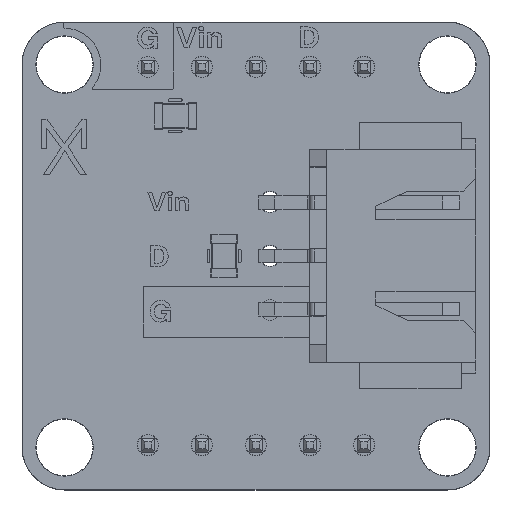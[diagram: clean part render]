
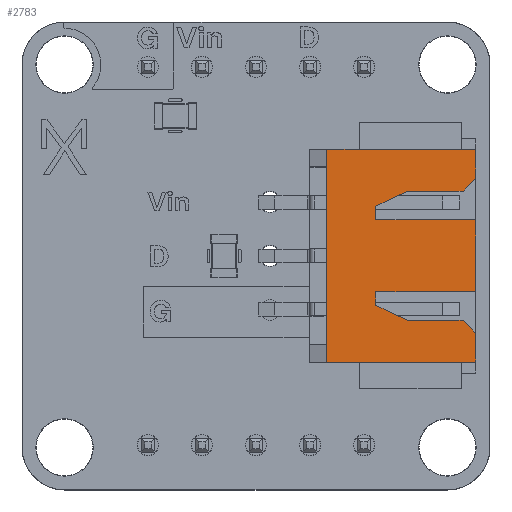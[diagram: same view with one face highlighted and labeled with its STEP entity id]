
A CAD part, top view. The second image highlights one B-rep face of the part: STEP entity #2783.
In plain terms, the highlighted planar face has unit normal (0, 0, 1).
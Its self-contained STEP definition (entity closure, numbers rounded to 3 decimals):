
#1059 = VERTEX_POINT('',#1060);
#1060 = CARTESIAN_POINT('',(-5.,-7.8,6.));
#1066 = EDGE_CURVE('',#1059,#1067,#1069,.T.);
#1067 = VERTEX_POINT('',#1068);
#1068 = CARTESIAN_POINT('',(-5.,-0.8,6.));
#1069 = LINE('',#1070,#1071);
#1070 = CARTESIAN_POINT('',(-5.,0.,6.));
#1071 = VECTOR('',#1072,1.);
#1072 = DIRECTION('',(0.,1.,0.));
#1421 = VERTEX_POINT('',#1422);
#1422 = CARTESIAN_POINT('',(5.,-0.8,6.));
#1428 = EDGE_CURVE('',#1421,#1429,#1431,.T.);
#1429 = VERTEX_POINT('',#1430);
#1430 = CARTESIAN_POINT('',(5.,-7.8,6.));
#1431 = LINE('',#1432,#1433);
#1432 = CARTESIAN_POINT('',(5.,0.,6.));
#1433 = VECTOR('',#1434,1.);
#1434 = DIRECTION('',(0.,-1.,0.));
#2470 = VERTEX_POINT('',#2471);
#2471 = CARTESIAN_POINT('',(-3.04,-4.6,6.));
#2477 = EDGE_CURVE('',#2478,#2470,#2480,.T.);
#2478 = VERTEX_POINT('',#2479);
#2479 = CARTESIAN_POINT('',(-3.04,-7.2,6.));
#2480 = LINE('',#2481,#2482);
#2481 = CARTESIAN_POINT('',(-3.04,-2.7,6.));
#2482 = VECTOR('',#2483,1.);
#2483 = DIRECTION('',(0.,1.,0.));
#2499 = EDGE_CURVE('',#2500,#2478,#2502,.T.);
#2500 = VERTEX_POINT('',#2501);
#2501 = CARTESIAN_POINT('',(-3.64,-7.8,6.));
#2502 = LINE('',#2503,#2504);
#2503 = CARTESIAN_POINT('',(-0.68,-4.84,6.));
#2504 = VECTOR('',#2505,1.);
#2505 = DIRECTION('',(0.707,0.707,0.));
#2539 = VERTEX_POINT('',#2540);
#2540 = CARTESIAN_POINT('',(-2.33,-3.1,6.));
#2546 = EDGE_CURVE('',#2470,#2539,#2547,.T.);
#2547 = LINE('',#2548,#2549);
#2548 = CARTESIAN_POINT('',(-1.672,-1.71,6.));
#2549 = VECTOR('',#2550,1.);
#2550 = DIRECTION('',(0.428,0.904,0.));
#2570 = VERTEX_POINT('',#2571);
#2571 = CARTESIAN_POINT('',(-1.69,-3.1,6.));
#2577 = EDGE_CURVE('',#2539,#2570,#2578,.T.);
#2578 = LINE('',#2579,#2580);
#2579 = CARTESIAN_POINT('',(-0.845,-3.1,6.));
#2580 = VECTOR('',#2581,1.);
#2581 = DIRECTION('',(1.,0.,0.));
#2601 = VERTEX_POINT('',#2602);
#2602 = CARTESIAN_POINT('',(-1.69,-7.8,6.));
#2608 = EDGE_CURVE('',#2570,#2601,#2609,.T.);
#2609 = LINE('',#2610,#2611);
#2610 = CARTESIAN_POINT('',(-1.69,-4.3,6.));
#2611 = VECTOR('',#2612,1.);
#2612 = DIRECTION('',(0.,-1.,0.));
#2634 = VERTEX_POINT('',#2635);
#2635 = CARTESIAN_POINT('',(2.33,-3.1,6.));
#2641 = EDGE_CURVE('',#2642,#2634,#2644,.T.);
#2642 = VERTEX_POINT('',#2643);
#2643 = CARTESIAN_POINT('',(1.69,-3.1,6.));
#2644 = LINE('',#2645,#2646);
#2645 = CARTESIAN_POINT('',(1.165,-3.1,6.));
#2646 = VECTOR('',#2647,1.);
#2647 = DIRECTION('',(1.,0.,0.));
#2672 = VERTEX_POINT('',#2673);
#2673 = CARTESIAN_POINT('',(3.04,-4.6,6.));
#2679 = EDGE_CURVE('',#2634,#2672,#2680,.T.);
#2680 = LINE('',#2681,#2682);
#2681 = CARTESIAN_POINT('',(2.027,-2.46,6.));
#2682 = VECTOR('',#2683,1.);
#2683 = DIRECTION('',(0.428,-0.904,0.));
#2703 = VERTEX_POINT('',#2704);
#2704 = CARTESIAN_POINT('',(3.04,-7.2,6.));
#2710 = EDGE_CURVE('',#2672,#2703,#2711,.T.);
#2711 = LINE('',#2712,#2713);
#2712 = CARTESIAN_POINT('',(3.04,-4.,6.));
#2713 = VECTOR('',#2714,1.);
#2714 = DIRECTION('',(0.,-1.,0.));
#2734 = VERTEX_POINT('',#2735);
#2735 = CARTESIAN_POINT('',(3.64,-7.8,6.));
#2741 = EDGE_CURVE('',#2703,#2734,#2742,.T.);
#2742 = LINE('',#2743,#2744);
#2743 = CARTESIAN_POINT('',(0.98,-5.14,6.));
#2744 = VECTOR('',#2745,1.);
#2745 = DIRECTION('',(0.707,-0.707,0.));
#2756 = EDGE_CURVE('',#2757,#2642,#2759,.T.);
#2757 = VERTEX_POINT('',#2758);
#2758 = CARTESIAN_POINT('',(1.69,-7.8,6.));
#2759 = LINE('',#2760,#2761);
#2760 = CARTESIAN_POINT('',(1.69,-1.95,6.));
#2761 = VECTOR('',#2762,1.);
#2762 = DIRECTION('',(0.,1.,0.));
#2783 = ADVANCED_FACE('',(#2784),#2822,.T.);
#2784 = FACE_BOUND('',#2785,.T.);
#2785 = EDGE_LOOP('',(#2786,#2787,#2788,#2789,#2790,#2791,#2797,#2798,
    #2799,#2800,#2801,#2802,#2808,#2809,#2815,#2816));
#2786 = ORIENTED_EDGE('',*,*,#2499,.T.);
#2787 = ORIENTED_EDGE('',*,*,#2477,.T.);
#2788 = ORIENTED_EDGE('',*,*,#2546,.T.);
#2789 = ORIENTED_EDGE('',*,*,#2577,.T.);
#2790 = ORIENTED_EDGE('',*,*,#2608,.T.);
#2791 = ORIENTED_EDGE('',*,*,#2792,.T.);
#2792 = EDGE_CURVE('',#2601,#2757,#2793,.T.);
#2793 = LINE('',#2794,#2795);
#2794 = CARTESIAN_POINT('',(0.,-7.8,6.));
#2795 = VECTOR('',#2796,1.);
#2796 = DIRECTION('',(1.,0.,0.));
#2797 = ORIENTED_EDGE('',*,*,#2756,.T.);
#2798 = ORIENTED_EDGE('',*,*,#2641,.T.);
#2799 = ORIENTED_EDGE('',*,*,#2679,.T.);
#2800 = ORIENTED_EDGE('',*,*,#2710,.T.);
#2801 = ORIENTED_EDGE('',*,*,#2741,.T.);
#2802 = ORIENTED_EDGE('',*,*,#2803,.T.);
#2803 = EDGE_CURVE('',#2734,#1429,#2804,.T.);
#2804 = LINE('',#2805,#2806);
#2805 = CARTESIAN_POINT('',(0.,-7.8,6.));
#2806 = VECTOR('',#2807,1.);
#2807 = DIRECTION('',(1.,0.,0.));
#2808 = ORIENTED_EDGE('',*,*,#1428,.F.);
#2809 = ORIENTED_EDGE('',*,*,#2810,.F.);
#2810 = EDGE_CURVE('',#1067,#1421,#2811,.T.);
#2811 = LINE('',#2812,#2813);
#2812 = CARTESIAN_POINT('',(0.,-0.8,6.));
#2813 = VECTOR('',#2814,1.);
#2814 = DIRECTION('',(1.,0.,0.));
#2815 = ORIENTED_EDGE('',*,*,#1066,.F.);
#2816 = ORIENTED_EDGE('',*,*,#2817,.T.);
#2817 = EDGE_CURVE('',#1059,#2500,#2818,.T.);
#2818 = LINE('',#2819,#2820);
#2819 = CARTESIAN_POINT('',(0.,-7.8,6.));
#2820 = VECTOR('',#2821,1.);
#2821 = DIRECTION('',(1.,0.,0.));
#2822 = PLANE('',#2823);
#2823 = AXIS2_PLACEMENT_3D('',#2824,#2825,#2826);
#2824 = CARTESIAN_POINT('',(0.,-0.8,6.));
#2825 = DIRECTION('',(0.,0.,1.));
#2826 = DIRECTION('',(0.,-1.,0.));
